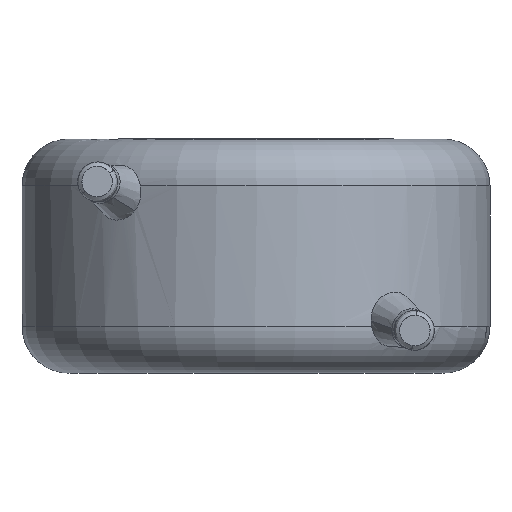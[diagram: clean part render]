
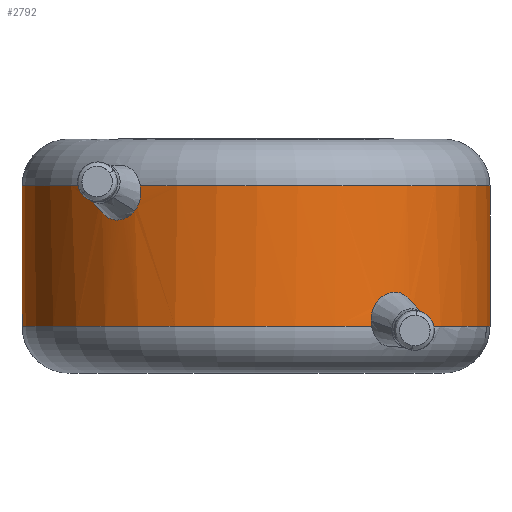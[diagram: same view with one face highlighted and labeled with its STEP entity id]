
A CAD part, front view. The second image highlights one B-rep face of the part: STEP entity #2792.
In plain terms, the highlighted cylindrical face has radius 5 mm (diameter 10 mm), a partial arc.
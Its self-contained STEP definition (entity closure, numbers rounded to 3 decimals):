
#33 = ORIENTED_EDGE ( 'NONE', *, *, #2761, .T. ) ;
#87 = DIRECTION ( 'NONE',  ( 0., 0., 1. ) ) ;
#139 = ORIENTED_EDGE ( 'NONE', *, *, #2969, .T. ) ;
#165 = CARTESIAN_POINT ( 'NONE',  ( 3.386, -3.679, 1. ) ) ;
#166 = CARTESIAN_POINT ( 'NONE',  ( -2.482, -4.343, 3.613 ) ) ;
#178 = LINE ( 'NONE', #3156, #2013 ) ;
#203 = VERTEX_POINT ( 'NONE', #2568 ) ;
#258 = EDGE_CURVE ( 'NONE', #3259, #4051, #1419, .T. ) ;
#299 = ORIENTED_EDGE ( 'NONE', *, *, #3534, .T. ) ;
#366 = CARTESIAN_POINT ( 'NONE',  ( -2.977, -4.019, 3.255 ) ) ;
#375 = ORIENTED_EDGE ( 'NONE', *, *, #1456, .F. ) ;
#401 = CARTESIAN_POINT ( 'NONE',  ( 3.193, -3.849, 1.682 ) ) ;
#414 = CARTESIAN_POINT ( 'NONE',  ( -2.665, -4.232, 3.373 ) ) ;
#417 = CARTESIAN_POINT ( 'NONE',  ( 0., 0., 5. ) ) ;
#450 = CARTESIAN_POINT ( 'NONE',  ( 3.406, -3.66, 1.154 ) ) ;
#476 = DIRECTION ( 'NONE',  ( 1., 0., 0. ) ) ;
#591 = VERTEX_POINT ( 'NONE', #3814 ) ;
#629 = CARTESIAN_POINT ( 'NONE',  ( 2.459, -4.354, 1.111 ) ) ;
#683 = AXIS2_PLACEMENT_3D ( 'NONE', #3085, #1820, #476 ) ;
#709 = EDGE_CURVE ( 'NONE', #859, #203, #178, .T. ) ;
#752 = CARTESIAN_POINT ( 'NONE',  ( 3.409, -3.658, 1.233 ) ) ;
#859 = VERTEX_POINT ( 'NONE', #3332 ) ;
#885 = LINE ( 'NONE', #3832, #1380 ) ;
#961 = EDGE_LOOP ( 'NONE', ( #2079, #2374, #375, #3521, #3216, #2447, #3937, #3618, #33, #139, #299 ) ) ;
#976 = CARTESIAN_POINT ( 'NONE',  ( 2.464, -4.351, 1.037 ) ) ;
#989 = CARTESIAN_POINT ( 'NONE',  ( 0., 0., 4. ) ) ;
#1036 = VERTEX_POINT ( 'NONE', #2090 ) ;
#1046 = CARTESIAN_POINT ( 'NONE',  ( 2.689, -4.217, 1.654 ) ) ;
#1094 = B_SPLINE_CURVE_WITH_KNOTS ( 'NONE', 3,
 ( #3979, #3342, #2381, #1687, #1390, #4025, #366, #4013, #414, #1379 ),
 .UNSPECIFIED., .F., .F.,
 ( 4, 2, 2, 2, 4 ),
 ( 0., 0., 0.001, 0.001, 0.002 ),
 .UNSPECIFIED. ) ;
#1096 = AXIS2_PLACEMENT_3D ( 'NONE', #989, #1633, #1591 ) ;
#1143 = CARTESIAN_POINT ( 'NONE',  ( 0., 0., 4. ) ) ;
#1181 = DIRECTION ( 'NONE',  ( 0., 0., -1. ) ) ;
#1243 = AXIS2_PLACEMENT_3D ( 'NONE', #417, #3036, #4056 ) ;
#1286 = CARTESIAN_POINT ( 'NONE',  ( 2.46, -4.353, 1.074 ) ) ;
#1379 = CARTESIAN_POINT ( 'NONE',  ( -2.59, -4.277, 3.471 ) ) ;
#1380 = VECTOR ( 'NONE', #2861, 1000. ) ;
#1383 = AXIS2_PLACEMENT_3D ( 'NONE', #1143, #3775, #2089 ) ;
#1390 = CARTESIAN_POINT ( 'NONE',  ( -3.268, -3.786, 3.391 ) ) ;
#1391 = CARTESIAN_POINT ( 'NONE',  ( 3.406, -3.66, 1.154 ) ) ;
#1419 = B_SPLINE_CURVE_WITH_KNOTS ( 'NONE', 3,
 ( #2591, #976, #1286, #629 ),
 .UNSPECIFIED., .F., .F.,
 ( 4, 4 ),
 ( 0., 0. ),
 .UNSPECIFIED. ) ;
#1456 = EDGE_CURVE ( 'NONE', #2853, #2432, #3813, .T. ) ;
#1580 = CARTESIAN_POINT ( 'NONE',  ( 3.386, -3.679, 1. ) ) ;
#1591 = DIRECTION ( 'NONE',  ( 1., 0., 0. ) ) ;
#1633 = DIRECTION ( 'NONE',  ( 0., 0., -1. ) ) ;
#1687 = CARTESIAN_POINT ( 'NONE',  ( -3.339, -3.722, 3.492 ) ) ;
#1799 = CIRCLE ( 'NONE', #1096, 5. ) ;
#1820 = DIRECTION ( 'NONE',  ( 0., 0., 1. ) ) ;
#1853 = CARTESIAN_POINT ( 'NONE',  ( 2.459, -4.354, 1.111 ) ) ;
#1956 = CARTESIAN_POINT ( 'NONE',  ( 2.472, -4.346, 1. ) ) ;
#2013 = VECTOR ( 'NONE', #1181, 1000. ) ;
#2059 = CARTESIAN_POINT ( 'NONE',  ( 0., 0., 1. ) ) ;
#2079 = ORIENTED_EDGE ( 'NONE', *, *, #2104, .F. ) ;
#2089 = DIRECTION ( 'NONE',  ( 1., 0., 0. ) ) ;
#2090 = CARTESIAN_POINT ( 'NONE',  ( 5., 0., 1. ) ) ;
#2104 = EDGE_CURVE ( 'NONE', #2397, #1036, #885, .T. ) ;
#2143 = CARTESIAN_POINT ( 'NONE',  ( 5., 0., 4. ) ) ;
#2154 = CARTESIAN_POINT ( 'NONE',  ( 3.406, -3.66, 1.154 ) ) ;
#2156 = CARTESIAN_POINT ( 'NONE',  ( -2.434, -4.368, 3.814 ) ) ;
#2177 = CIRCLE ( 'NONE', #1383, 5. ) ;
#2350 = CIRCLE ( 'NONE', #2363, 5. ) ;
#2363 = AXIS2_PLACEMENT_3D ( 'NONE', #2059, #87, #2716 ) ;
#2364 = EDGE_CURVE ( 'NONE', #591, #859, #2177, .T. ) ;
#2366 = CARTESIAN_POINT ( 'NONE',  ( 2.454, -4.356, 1.267 ) ) ;
#2374 = ORIENTED_EDGE ( 'NONE', *, *, #3326, .T. ) ;
#2381 = CARTESIAN_POINT ( 'NONE',  ( -3.414, -3.654, 3.736 ) ) ;
#2397 = VERTEX_POINT ( 'NONE', #2143 ) ;
#2400 = VERTEX_POINT ( 'NONE', #450 ) ;
#2432 = VERTEX_POINT ( 'NONE', #4127 ) ;
#2442 = CARTESIAN_POINT ( 'NONE',  ( -2.59, -4.277, 3.471 ) ) ;
#2447 = ORIENTED_EDGE ( 'NONE', *, *, #709, .T. ) ;
#2488 = CARTESIAN_POINT ( 'NONE',  ( -2.59, -4.277, 3.471 ) ) ;
#2561 = CYLINDRICAL_SURFACE ( 'NONE', #1243, 5. ) ;
#2568 = CARTESIAN_POINT ( 'NONE',  ( -5., 0., 1. ) ) ;
#2591 = CARTESIAN_POINT ( 'NONE',  ( 2.472, -4.346, 1. ) ) ;
#2689 = CARTESIAN_POINT ( 'NONE',  ( 3.321, -3.738, 1.522 ) ) ;
#2708 = FACE_OUTER_BOUND ( 'NONE', #961, .T. ) ;
#2716 = DIRECTION ( 'NONE',  ( 1., 0., 0. ) ) ;
#2761 = EDGE_CURVE ( 'NONE', #4051, #2400, #3509, .T. ) ;
#2792 = ADVANCED_FACE ( 'NONE', ( #2708 ), #2561, .T. ) ;
#2853 = VERTEX_POINT ( 'NONE', #2488 ) ;
#2861 = DIRECTION ( 'NONE',  ( 0., 0., -1. ) ) ;
#2969 = EDGE_CURVE ( 'NONE', #2400, #3072, #3333, .T. ) ;
#3036 = DIRECTION ( 'NONE',  ( 0., 0., -1. ) ) ;
#3069 = CARTESIAN_POINT ( 'NONE',  ( 3.399, -3.667, 1.312 ) ) ;
#3072 = VERTEX_POINT ( 'NONE', #1580 ) ;
#3085 = CARTESIAN_POINT ( 'NONE',  ( 0., 0., 1. ) ) ;
#3156 = CARTESIAN_POINT ( 'NONE',  ( -5., 0., 5. ) ) ;
#3216 = ORIENTED_EDGE ( 'NONE', *, *, #2364, .T. ) ;
#3259 = VERTEX_POINT ( 'NONE', #1956 ) ;
#3326 = EDGE_CURVE ( 'NONE', #2397, #2432, #1799, .T. ) ;
#3332 = CARTESIAN_POINT ( 'NONE',  ( -5., 0., 4. ) ) ;
#3333 = B_SPLINE_CURVE_WITH_KNOTS ( 'NONE', 3,
 ( #2154, #4122, #4086, #165 ),
 .UNSPECIFIED., .F., .F.,
 ( 4, 4 ),
 ( 0.002, 0.002 ),
 .UNSPECIFIED. ) ;
#3342 = CARTESIAN_POINT ( 'NONE',  ( -3.416, -3.651, 3.874 ) ) ;
#3343 = CARTESIAN_POINT ( 'NONE',  ( 3.355, -3.707, 1.456 ) ) ;
#3407 = CARTESIAN_POINT ( 'NONE',  ( 2.817, -4.134, 1.723 ) ) ;
#3509 = B_SPLINE_CURVE_WITH_KNOTS ( 'NONE', 3,
 ( #3718, #2366, #4072, #1046, #3407, #3676, #401, #2689, #3343, #3069, #752, #1391 ),
 .UNSPECIFIED., .F., .F.,
 ( 4, 2, 2, 2, 2, 4 ),
 ( 0., 0.001, 0.001, 0.002, 0.002, 0.002 ),
 .UNSPECIFIED. ) ;
#3521 = ORIENTED_EDGE ( 'NONE', *, *, #3786, .F. ) ;
#3534 = EDGE_CURVE ( 'NONE', #3072, #1036, #2350, .T. ) ;
#3618 = ORIENTED_EDGE ( 'NONE', *, *, #258, .T. ) ;
#3676 = CARTESIAN_POINT ( 'NONE',  ( 3.069, -3.95, 1.738 ) ) ;
#3718 = CARTESIAN_POINT ( 'NONE',  ( 2.459, -4.354, 1.111 ) ) ;
#3720 = EDGE_CURVE ( 'NONE', #203, #3259, #4053, .T. ) ;
#3775 = DIRECTION ( 'NONE',  ( 0., 0., -1. ) ) ;
#3786 = EDGE_CURVE ( 'NONE', #591, #2853, #1094, .T. ) ;
#3787 = CARTESIAN_POINT ( 'NONE',  ( -2.472, -4.346, 4. ) ) ;
#3813 = B_SPLINE_CURVE_WITH_KNOTS ( 'NONE', 3,
 ( #2442, #166, #2156, #3787 ),
 .UNSPECIFIED., .F., .F.,
 ( 4, 4 ),
 ( 0.002, 0.002 ),
 .UNSPECIFIED. ) ;
#3814 = CARTESIAN_POINT ( 'NONE',  ( -3.386, -3.679, 4. ) ) ;
#3832 = CARTESIAN_POINT ( 'NONE',  ( 5., 0., 5. ) ) ;
#3937 = ORIENTED_EDGE ( 'NONE', *, *, #3720, .T. ) ;
#3979 = CARTESIAN_POINT ( 'NONE',  ( -3.386, -3.679, 4. ) ) ;
#4013 = CARTESIAN_POINT ( 'NONE',  ( -2.766, -4.167, 3.305 ) ) ;
#4025 = CARTESIAN_POINT ( 'NONE',  ( -3.086, -3.936, 3.273 ) ) ;
#4051 = VERTEX_POINT ( 'NONE', #1853 ) ;
#4053 = CIRCLE ( 'NONE', #683, 5. ) ;
#4056 = DIRECTION ( 'NONE',  ( -1., 0., 0. ) ) ;
#4072 = CARTESIAN_POINT ( 'NONE',  ( 2.506, -4.328, 1.424 ) ) ;
#4086 = CARTESIAN_POINT ( 'NONE',  ( 3.398, -3.668, 1.05 ) ) ;
#4122 = CARTESIAN_POINT ( 'NONE',  ( 3.405, -3.661, 1.102 ) ) ;
#4127 = CARTESIAN_POINT ( 'NONE',  ( -2.472, -4.346, 4. ) ) ;
